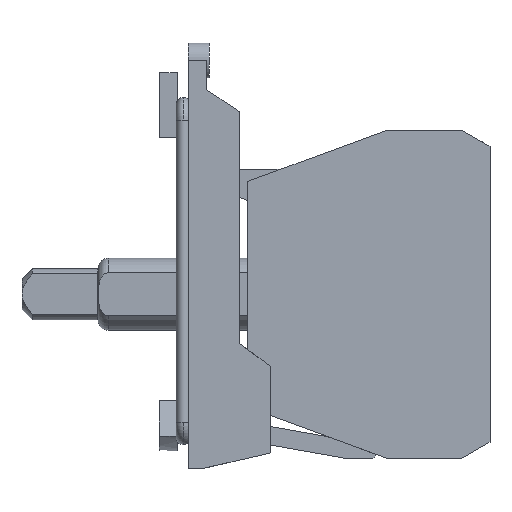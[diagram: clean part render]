
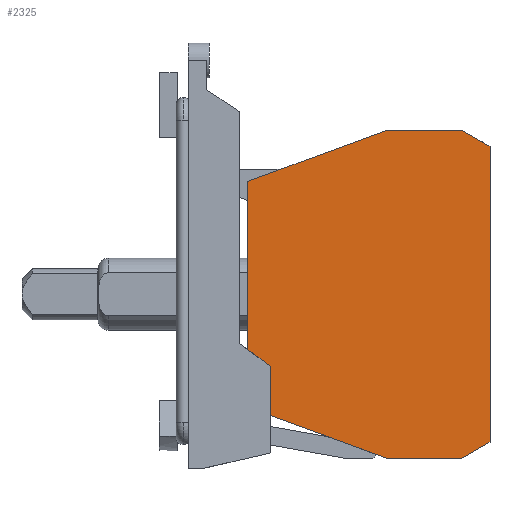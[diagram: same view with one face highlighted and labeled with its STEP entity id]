
A CAD part, front view. The second image highlights one B-rep face of the part: STEP entity #2325.
In plain terms, the highlighted planar face has unit normal (0, -1, 0).
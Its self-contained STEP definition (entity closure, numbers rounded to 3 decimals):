
#1034=CARTESIAN_POINT('POINT1393',(8.,-5.,
   -11.804));
#1035=VERTEX_POINT('VERTEX1393',#1034);
#1052=CARTESIAN_POINT('POINT1396',(19.412,-5.,
   -15.999));
#1053=VERTEX_POINT('VERTEX1396',#1052);
#1060=CARTESIAN_POINT('POS2194',(12.979,-5.,
   -13.634));
#1061=DIRECTION('DIR3080',(0.939,0.,
   -0.345));
#1062=VECTOR('VEC1308',#1061,25.4);
#1063=LINE('STRAIGHT1308',#1060,#1062);
#1064=EDGE_CURVE('EDGE2131',#1035,#1053,#1063,.T.);
#1089=CARTESIAN_POINT('POINT1398',(26.634,-5.,
   -15.999));
#1090=VERTEX_POINT('VERTEX1398',#1089);
#1097=CARTESIAN_POINT('POS2198',(17.607,-5.,
   -15.999));
#1098=DIRECTION('DIR3085',(1.,0.,
   0.));
#1099=VECTOR('VEC1311',#1098,25.4);
#1100=LINE('STRAIGHT1311',#1097,#1099);
#1101=EDGE_CURVE('EDGE2134',#1053,#1090,#1100,.T.);
#1111=CARTESIAN_POINT('POINT1399',(29.406,-5.,
   -14.4));
#1112=VERTEX_POINT('VERTEX1399',#1111);
#1113=CARTESIAN_POINT('POS2200',(24.635,-5.,
   -17.154));
#1114=DIRECTION('DIR3088',(0.866,0.,
   0.5));
#1115=VECTOR('VEC1312',#1114,25.4);
#1116=LINE('STRAIGHT1312',#1113,#1115);
#1117=EDGE_CURVE('EDGE2135',#1090,#1112,#1116,.T.);
#1159=CARTESIAN_POINT('POINT1402',(29.406,-5.,
   14.4));
#1160=VERTEX_POINT('VERTEX1402',#1159);
#1167=CARTESIAN_POINT('POS2206',(29.406,-5.,
   0.));
#1168=DIRECTION('DIR3095',(0.,0.
   ,-1.));
#1169=VECTOR('VEC1317',#1168,25.4);
#1170=LINE('STRAIGHT1317',#1167,#1169);
#1171=EDGE_CURVE('EDGE2140',#1160,#1112,#1170,.T.);
#1184=CARTESIAN_POINT('POINT1403',(26.634,-5.,
   15.999));
#1185=VERTEX_POINT('VERTEX1403',#1184);
#1192=CARTESIAN_POINT('POS2209',(24.635,-5.,
   17.154));
#1193=DIRECTION('DIR3099',(-0.866,0.,
   0.5));
#1194=VECTOR('VEC1319',#1193,25.4);
#1195=LINE('STRAIGHT1319',#1192,#1194);
#1196=EDGE_CURVE('EDGE2142',#1160,#1185,#1195,.T.);
#1227=CARTESIAN_POINT('POINT1406',(19.412,-5.,
   15.999));
#1228=VERTEX_POINT('VERTEX1406',#1227);
#1235=CARTESIAN_POINT('POS2214',(17.607,-5.,
   15.999));
#1236=DIRECTION('DIR3105',(1.,0.,
   0.));
#1237=VECTOR('VEC1323',#1236,25.4);
#1238=LINE('STRAIGHT1323',#1235,#1237);
#1239=EDGE_CURVE('EDGE2147',#1228,#1185,#1238,.T.);
#1418=CARTESIAN_POINT('POINT1418',(5.809,-5.,
   10.998));
#1419=VERTEX_POINT('VERTEX1418',#1418);
#1426=CARTESIAN_POINT('POS2235',(12.979,-5.,
   13.634));
#1427=DIRECTION('DIR3132',(-0.939,0.
   ,-0.345));
#1428=VECTOR('VEC1338',#1427,25.4);
#1429=LINE('STRAIGHT1338',#1426,#1428);
#1430=EDGE_CURVE('EDGE2166',#1228,#1419,#1429,.T.);
#2289=CARTESIAN_POINT('POINT1481',(8.,-5.,
   -9.798));
#2290=VERTEX_POINT('VERTEX1481',#2289);
#2291=CARTESIAN_POINT('POS2332',(8.,-5.,
   -3.509));
#2292=DIRECTION('DIR3267',(0.,0.
   ,-1.));
#2293=VECTOR('VEC1397',#2292,25.4);
#2294=LINE('STRAIGHT1397',#2291,#2293);
#2295=EDGE_CURVE('EDGE2256',#2290,#1035,#2294,.T.);
#2296=ORIENTED_EDGE('COEDGE4409',*,*,#2295,.T.);
#2297=ORIENTED_EDGE('COEDGE4410',*,*,#1064,.T.);
#2298=ORIENTED_EDGE('COEDGE4411',*,*,#1101,.T.);
#2299=ORIENTED_EDGE('COEDGE4412',*,*,#1117,.T.);
#2300=ORIENTED_EDGE('COEDGE4413',*,*,#1171,.F.);
#2301=ORIENTED_EDGE('COEDGE4414',*,*,#1196,.T.);
#2302=ORIENTED_EDGE('COEDGE4415',*,*,#1239,.F.);
#2303=ORIENTED_EDGE('COEDGE4416',*,*,#1430,.T.);
#2304=CARTESIAN_POINT('POINT1482',(5.809,-5.,
   -9.798));
#2305=VERTEX_POINT('VERTEX1482',#2304);
#2306=CARTESIAN_POINT('POS2333',(5.809,-5.,
   0.));
#2307=DIRECTION('DIR3268',(0.,0.,
   1.));
#2308=VECTOR('VEC1398',#2307,25.4);
#2309=LINE('STRAIGHT1398',#2306,#2308);
#2310=EDGE_CURVE('EDGE2257',#2305,#1419,#2309,.T.);
#2311=ORIENTED_EDGE('COEDGE4417',*,*,#2310,.F.);
#2312=CARTESIAN_POINT('POS2334',(6.668,-5.,
   -9.798));
#2313=DIRECTION('DIR3269',(1.,0.,
   0.));
#2314=VECTOR('VEC1399',#2313,25.4);
#2315=LINE('STRAIGHT1399',#2312,#2314);
#2316=EDGE_CURVE('EDGE2258',#2305,#2290,#2315,.T.);
#2317=ORIENTED_EDGE('COEDGE4418',*,*,#2316,.T.);
#2318=EDGE_LOOP('NONE',(#2296,#2297,#2298,#2299,#2300,#2301,#2302,#2303,
   #2311,#2317));
#2319=FACE_BOUND('LOOP1',#2318,.T.);
#2320=CARTESIAN_POINT('POS2335',(17.607,-5.,
   0.));
#2321=DIRECTION('DIR3270',(0.,1.,0.));
#2322=DIRECTION('DIR3271',(1.,0.,0.));
#2323=AXIS2_PLACEMENT_3D('AXIS936',#2320,#2321,#2322);
#2324=PLANE('PLANE443',#2323);
#2325=ADVANCED_FACE('FACE781',(#2319),#2324,.F.);
